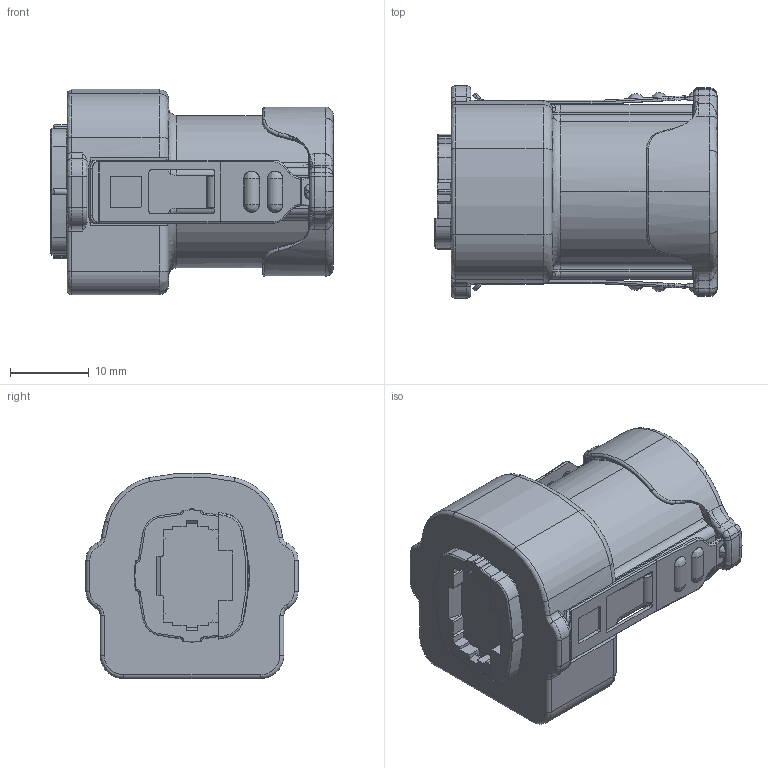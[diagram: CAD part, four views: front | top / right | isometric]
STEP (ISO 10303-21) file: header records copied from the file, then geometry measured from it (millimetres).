
FILE_DESCRIPTION (( 'STEP AP203' ), '1' );
FILE_NAME ('Customer-BB(090)A44-1.STEP', '2020-05-28T12:23:08', ( '' ), ( '' ), 'SwSTEP 2.0', 'SolidWorks 2018', '' );
FILE_SCHEMA (( 'CONFIG_CONTROL_DESIGN' ));
Length unit declared in the file: millimetre
Products named in the file (1): Customer-BB(090)A44-1
Bounding box: 35.95 x 27 x 26.13 mm (x, y, z)
Volume: 14182.5 mm3; surface area: 5772.5 mm2
Topology: 1 solids, 3 shells, 848 faces, 2184 edges, 1301 vertices
Faces by surface type: bspline 322, cylinder 295, plane 204, cone 27
Entity records: 34863 total; most frequent: CARTESIAN_POINT 16264, ORIENTED_EDGE 4260, DIRECTION 3464, EDGE_CURVE 2130, AXIS2_PLACEMENT_3D 1310, VERTEX_POINT 1301, EDGE_LOOP 885, FACE_OUTER_BOUND 848
